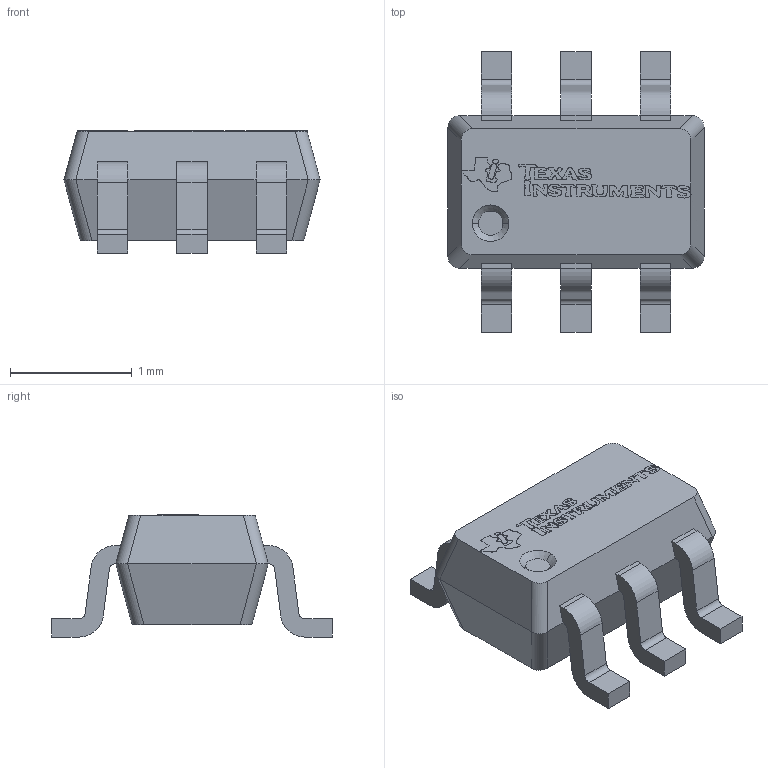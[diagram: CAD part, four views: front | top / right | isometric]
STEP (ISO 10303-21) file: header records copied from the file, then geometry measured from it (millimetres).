
FILE_DESCRIPTION (( 'STEP AP214' ), '1' );
FILE_NAME ('SN74LVC2G17DCK3.STEP', '2021-02-28T06:38:09', ( '' ), ( '' ), 'SwSTEP 2.0', 'SolidWorks 2020', '' );
FILE_SCHEMA (( 'AUTOMOTIVE_DESIGN' ));
Length unit declared in the file: millimetre
Products named in the file (1): SN74LVC2G17DCK3
Bounding box: 2.1 x 2.3 x 1 mm (x, y, z)
Volume: 2.2 mm3; surface area: 14.2 mm2
Topology: 1 solids, 1 shells, 429 faces, 1201 edges, 794 vertices
Faces by surface type: bspline 260, plane 135, cylinder 32, cone 2
Entity records: 16445 total; most frequent: CARTESIAN_POINT 5853, ORIENTED_EDGE 2402, EDGE_CURVE 1201, DIRECTION 1057, VERTEX_POINT 794, LINE 613, VECTOR 613, B_SPLINE_CURVE_WITH_KNOTS 524
